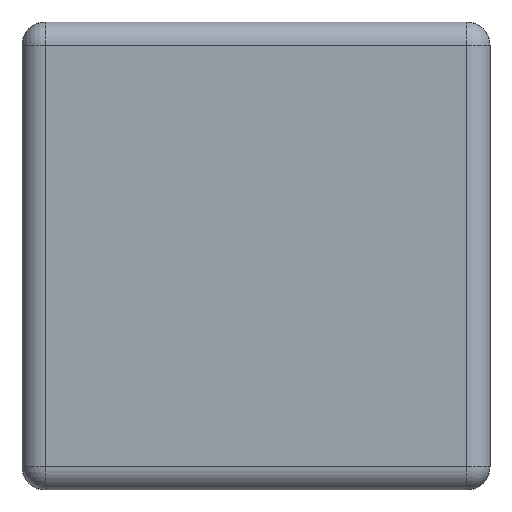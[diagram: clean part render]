
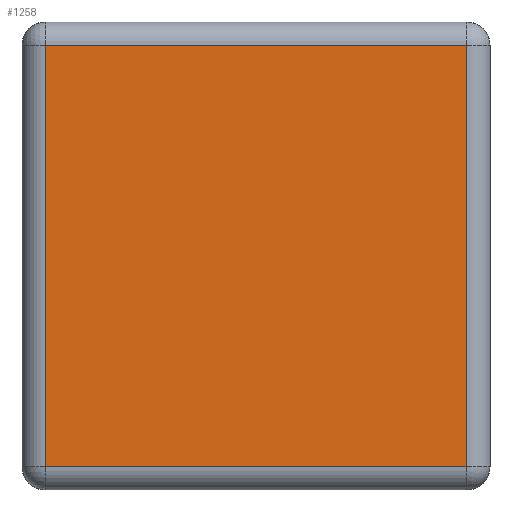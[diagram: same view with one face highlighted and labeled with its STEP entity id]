
A CAD part, left-side view. The second image highlights one B-rep face of the part: STEP entity #1258.
In plain terms, the highlighted planar face has unit normal (-1, 0, 0).
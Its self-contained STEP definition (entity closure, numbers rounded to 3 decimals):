
#824 = VERTEX_POINT('',#825);
#825 = CARTESIAN_POINT('',(-0.5,-0.225,0.475));
#834 = VERTEX_POINT('',#835);
#835 = CARTESIAN_POINT('',(-0.5,-0.225,0.025));
#842 = EDGE_CURVE('',#824,#834,#843,.T.);
#843 = LINE('',#844,#845);
#844 = CARTESIAN_POINT('',(-0.5,-0.225,0.5));
#845 = VECTOR('',#846,1.);
#846 = DIRECTION('',(0.,0.,-1.));
#1258 = ADVANCED_FACE('',(#1259),#1284,.F.);
#1259 = FACE_BOUND('',#1260,.F.);
#1260 = EDGE_LOOP('',(#1261,#1269,#1270,#1278));
#1261 = ORIENTED_EDGE('',*,*,#1262,.T.);
#1262 = EDGE_CURVE('',#1263,#824,#1265,.T.);
#1263 = VERTEX_POINT('',#1264);
#1264 = CARTESIAN_POINT('',(-0.5,0.225,0.475));
#1265 = LINE('',#1266,#1267);
#1266 = CARTESIAN_POINT('',(-0.5,0.25,0.475));
#1267 = VECTOR('',#1268,1.);
#1268 = DIRECTION('',(0.,-1.,0.));
#1269 = ORIENTED_EDGE('',*,*,#842,.T.);
#1270 = ORIENTED_EDGE('',*,*,#1271,.F.);
#1271 = EDGE_CURVE('',#1272,#834,#1274,.T.);
#1272 = VERTEX_POINT('',#1273);
#1273 = CARTESIAN_POINT('',(-0.5,0.225,0.025));
#1274 = LINE('',#1275,#1276);
#1275 = CARTESIAN_POINT('',(-0.5,0.25,0.025));
#1276 = VECTOR('',#1277,1.);
#1277 = DIRECTION('',(0.,-1.,0.));
#1278 = ORIENTED_EDGE('',*,*,#1279,.F.);
#1279 = EDGE_CURVE('',#1263,#1272,#1280,.T.);
#1280 = LINE('',#1281,#1282);
#1281 = CARTESIAN_POINT('',(-0.5,0.225,0.5));
#1282 = VECTOR('',#1283,1.);
#1283 = DIRECTION('',(0.,0.,-1.));
#1284 = PLANE('',#1285);
#1285 = AXIS2_PLACEMENT_3D('',#1286,#1287,#1288);
#1286 = CARTESIAN_POINT('',(-0.5,0.25,0.5));
#1287 = DIRECTION('',(1.,0.,0.));
#1288 = DIRECTION('',(0.,0.,-1.));
